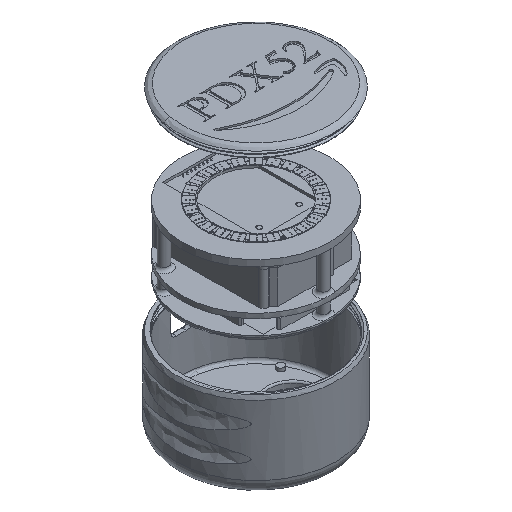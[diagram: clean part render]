
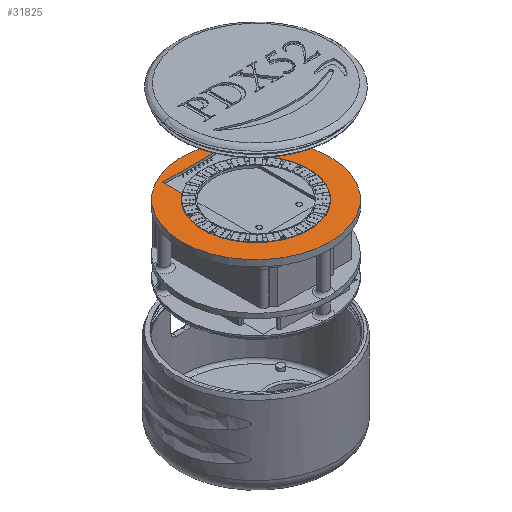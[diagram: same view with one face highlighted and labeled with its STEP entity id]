
A CAD part, isometric view. The second image highlights one B-rep face of the part: STEP entity #31825.
In plain terms, the highlighted planar face has unit normal (0, 0, 1).
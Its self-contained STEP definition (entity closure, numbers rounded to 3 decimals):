
#2599=FACE_BOUND('',#7192,.T.);
#3325=PLANE('',#35297);
#4764=FACE_OUTER_BOUND('',#7191,.T.);
#7191=EDGE_LOOP('',(#28037));
#7192=EDGE_LOOP('',(#28038,#28039,#28040,#28041));
#9767=LINE('',#51423,#12491);
#9783=LINE('',#51467,#12507);
#9786=LINE('',#51472,#12510);
#12491=VECTOR('',#43002,10.);
#12507=VECTOR('',#43040,10.);
#12510=VECTOR('',#43045,10.);
#14167=CIRCLE('',#35293,32.975);
#14168=CIRCLE('',#35298,46.);
#16473=VERTEX_POINT('',#51420);
#16474=VERTEX_POINT('',#51422);
#16490=VERTEX_POINT('',#51464);
#16491=VERTEX_POINT('',#51466);
#16493=VERTEX_POINT('',#51491);
#20425=EDGE_CURVE('',#16474,#16473,#9767,.T.);
#20447=EDGE_CURVE('',#16491,#16490,#9783,.T.);
#20450=EDGE_CURVE('',#16473,#16491,#9786,.T.);
#20459=EDGE_CURVE('',#16490,#16474,#14167,.T.);
#20460=EDGE_CURVE('',#16493,#16493,#14168,.T.);
#28037=ORIENTED_EDGE('',*,*,#20460,.T.);
#28038=ORIENTED_EDGE('',*,*,#20447,.T.);
#28039=ORIENTED_EDGE('',*,*,#20459,.T.);
#28040=ORIENTED_EDGE('',*,*,#20425,.T.);
#28041=ORIENTED_EDGE('',*,*,#20450,.T.);
#31825=ADVANCED_FACE('',(#4764,#2599),#3325,.T.);
#35293=AXIS2_PLACEMENT_3D('',#51486,#43071,#43072);
#35297=AXIS2_PLACEMENT_3D('',#51490,#43079,#43080);
#35298=AXIS2_PLACEMENT_3D('',#51492,#43081,#43082);
#43002=DIRECTION('',(0.,1.,0.));
#43040=DIRECTION('',(0.,-1.,0.));
#43045=DIRECTION('',(1.,0.,0.));
#43071=DIRECTION('center_axis',(0.,0.,-1.));
#43072=DIRECTION('ref_axis',(-1.,0.,0.));
#43079=DIRECTION('center_axis',(0.,0.,1.));
#43080=DIRECTION('ref_axis',(1.,0.,0.));
#43081=DIRECTION('center_axis',(0.,0.,1.));
#43082=DIRECTION('ref_axis',(1.,0.,0.));
#51420=CARTESIAN_POINT('',(-19.701,38.313,4.));
#51422=CARTESIAN_POINT('',(-19.701,26.443,4.));
#51423=CARTESIAN_POINT('',(-19.701,-10.793,4.));
#51464=CARTESIAN_POINT('',(19.499,26.592,4.));
#51466=CARTESIAN_POINT('',(19.499,38.313,4.));
#51467=CARTESIAN_POINT('',(19.499,19.157,4.));
#51472=CARTESIAN_POINT('',(-9.85,38.313,4.));
#51486=CARTESIAN_POINT('Origin',(0.,0.,4.));
#51490=CARTESIAN_POINT('Origin',(0.,0.,4.));
#51491=CARTESIAN_POINT('',(-46.,0.,4.));
#51492=CARTESIAN_POINT('Origin',(0.,0.,4.));
